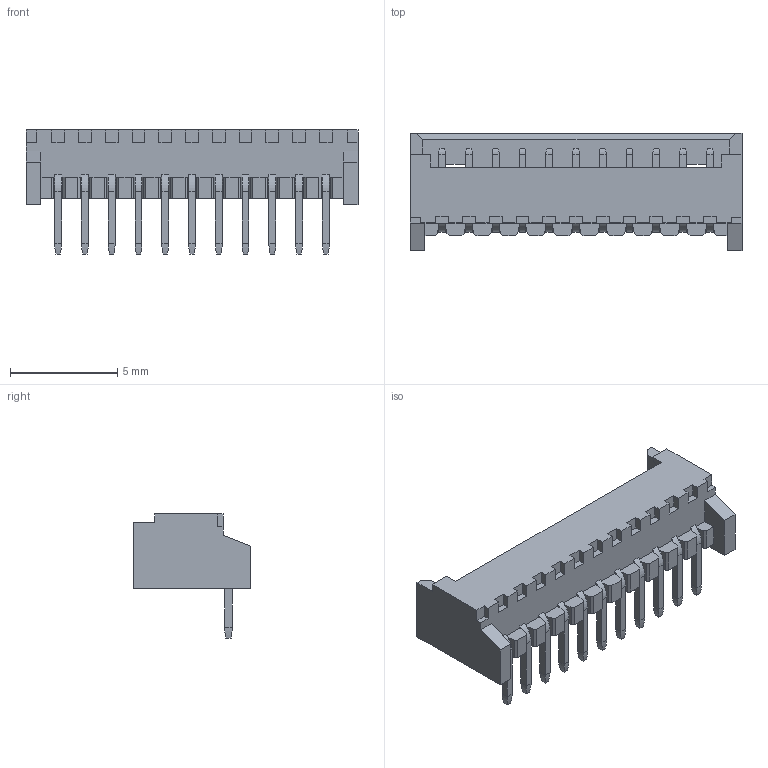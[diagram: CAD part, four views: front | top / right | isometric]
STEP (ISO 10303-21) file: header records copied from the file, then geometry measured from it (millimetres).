
FILE_DESCRIPTION((''),'2;1');
FILE_NAME('530481110','2016-08-16T',('rlalsangi'),(''),'PRO/ENGINEER BY PARAMETRIC TECHNOLOGY CORPORATION, 2012310','PRO/ENGINEER BY PARAMETRIC TECHNOLOGY CORPORATION, 2012310','');
FILE_SCHEMA(('CONFIG_CONTROL_DESIGN'));
Length unit declared in the file: millimetre
Products named in the file (1): 530481110
Bounding box: 15.5 x 5.5 x 5.8 mm (x, y, z)
Volume: 113.1 mm3; surface area: 436 mm2
Topology: 1 solids, 1 shells, 399 faces, 1042 edges, 656 vertices
Faces by surface type: plane 300, bspline 88, cylinder 11
Entity records: 14094 total; most frequent: CARTESIAN_POINT 4716, ORIENTED_EDGE 2040, DIRECTION 1644, EDGE_CURVE 1020, VECTOR 888, LINE 888, VERTEX_POINT 634, EDGE_LOOP 414
